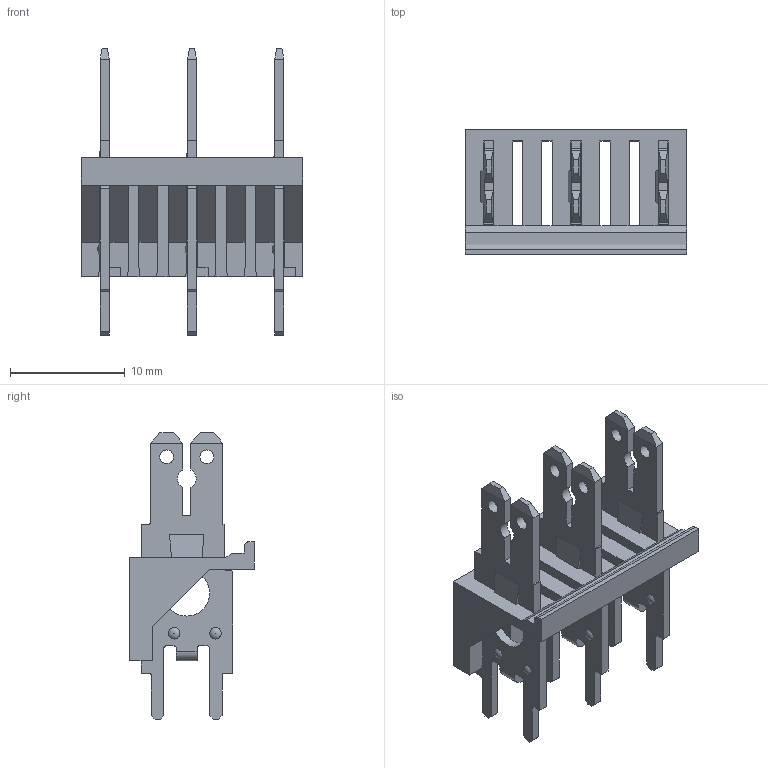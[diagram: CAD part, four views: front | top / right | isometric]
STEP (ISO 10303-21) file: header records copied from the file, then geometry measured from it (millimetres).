
FILE_DESCRIPTION(/* description */ ('Unknown'),/* implementation_level */ '2;1');
FILE_NAME(/* name */ 'J_Wurth_WR-FAST_638307222003',/* time_stamp */ '2025-06-19T16:27:31+08:00',/* author */ ('Unknown'),/* organization */ ('Unknown'),/* preprocessor_version */ 'ST-DEVELOPER v19.4',/* originating_system */ 'Solid Edge',/* authorisation */ 'Unknown');
FILE_SCHEMA (('AUTOMOTIVE_DESIGN {1 0 10303 214 3 1 1}'));
Length unit declared in the file: millimetre
Products named in the file (2): J_Wurth_WR-FAST_638307222003
Assembly tree (1 placements, depth 2):
  J_Wurth_WR-FAST_638307222003
    J_Wurth_WR-FAST_638307222003
Bounding box: 19.36 x 10.9 x 25 mm (x, y, z)
Volume: 936.1 mm3; surface area: 2194.9 mm2
Topology: 1 solids, 1 shells, 292 faces, 847 edges, 543 vertices
Faces by surface type: plane 219, cylinder 55, cone 12, torus 6
Full cylindrical faces by diameter (mm): 1.2 x6, 4 x3
Entity records: 11388 total; most frequent: CARTESIAN_POINT 1639, ORIENTED_EDGE 1622, DIRECTION 1521, EDGE_CURVE 811, LINE 689, VECTOR 689, VERTEX_POINT 534, AXIS2_PLACEMENT_3D 416
